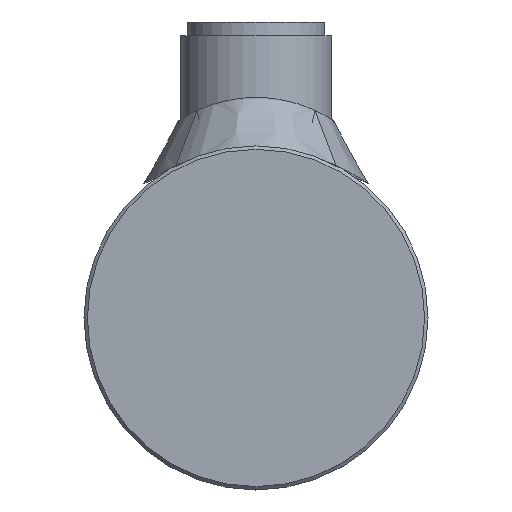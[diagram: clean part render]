
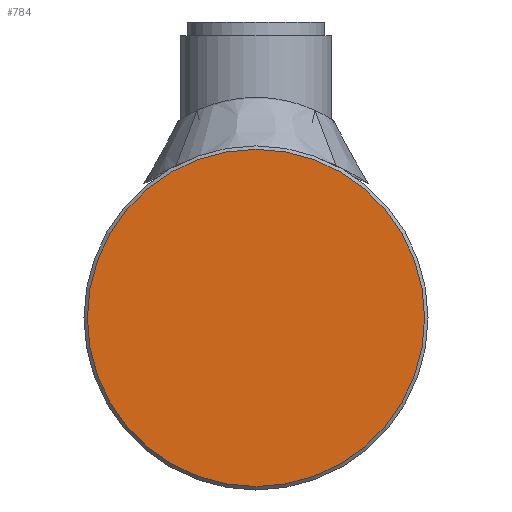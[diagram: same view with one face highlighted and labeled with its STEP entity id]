
A CAD part, left-side view. The second image highlights one B-rep face of the part: STEP entity #784.
In plain terms, the highlighted planar face has unit normal (-1, 0, 0).
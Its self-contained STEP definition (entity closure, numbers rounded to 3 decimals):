
#784 = ADVANCED_FACE( '', ( #1502 ), #1503, .T. );
#1502 = FACE_OUTER_BOUND( '', #3566, .T. );
#1503 = PLANE( '', #3567 );
#3566 = EDGE_LOOP( '', ( #5376 ) );
#3567 = AXIS2_PLACEMENT_3D( '', #5377, #5378, #5379 );
#5376 = ORIENTED_EDGE( '', *, *, #5891, .T. );
#5377 = CARTESIAN_POINT( '', ( -10., 0., 0. ) );
#5378 = DIRECTION( '', ( -1., 0., 0. ) );
#5379 = DIRECTION( '', ( 0., -1., 0. ) );
#5891 = EDGE_CURVE( '', #6521, #6521, #6522, .T. );
#6521 = VERTEX_POINT( '', #7715 );
#6522 = CIRCLE( '', #7716, 24.5 );
#7715 = CARTESIAN_POINT( '', ( -10., -24.5, 0. ) );
#7716 = AXIS2_PLACEMENT_3D( '', #8493, #8494, #8495 );
#8493 = CARTESIAN_POINT( '', ( -10., 0., 0. ) );
#8494 = DIRECTION( '', ( -1., 0., 0. ) );
#8495 = DIRECTION( '', ( 0., -1., 0. ) );
